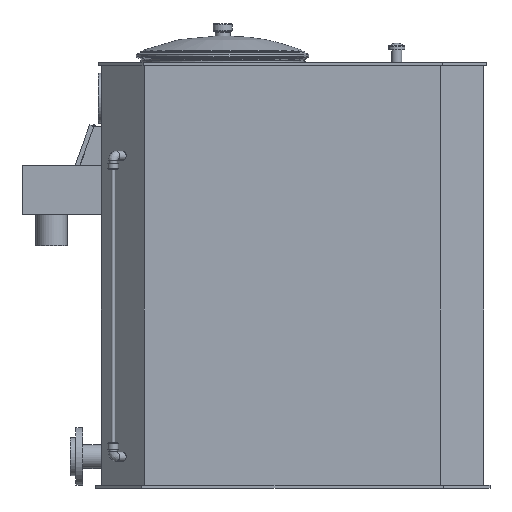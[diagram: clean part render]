
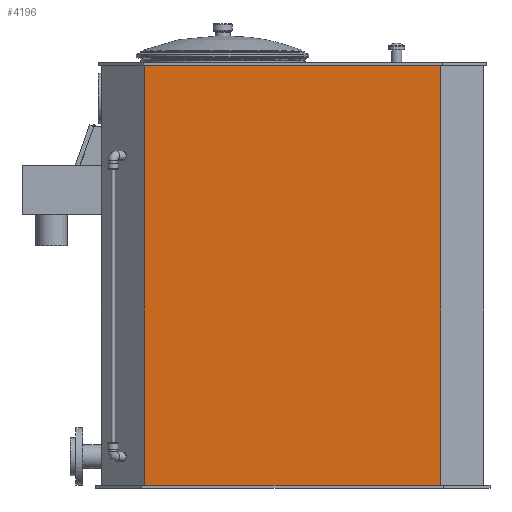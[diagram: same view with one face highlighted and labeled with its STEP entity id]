
A CAD part, front view. The second image highlights one B-rep face of the part: STEP entity #4196.
In plain terms, the highlighted planar face has unit normal (0, -1, 0).
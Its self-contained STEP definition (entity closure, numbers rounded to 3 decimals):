
#275=LINE('',#6745,#608);
#292=LINE('',#6778,#625);
#303=LINE('',#6801,#636);
#305=LINE('',#6804,#638);
#608=VECTOR('',#5573,10.);
#625=VECTOR('',#5608,10.);
#636=VECTOR('',#5631,10.);
#638=VECTOR('',#5635,10.);
#913=PLANE('',#4641);
#1258=FACE_OUTER_BOUND('',#1624,.T.);
#1624=EDGE_LOOP('',(#3579,#3580,#3581,#3582));
#2143=VERTEX_POINT('',#6741);
#2145=VERTEX_POINT('',#6744);
#2152=VERTEX_POINT('',#6776);
#2158=VERTEX_POINT('',#6800);
#2628=EDGE_CURVE('',#2145,#2143,#275,.T.);
#2645=EDGE_CURVE('',#2152,#2143,#292,.T.);
#2656=EDGE_CURVE('',#2158,#2145,#303,.T.);
#2658=EDGE_CURVE('',#2158,#2152,#305,.T.);
#3579=ORIENTED_EDGE('',*,*,#2628,.T.);
#3580=ORIENTED_EDGE('',*,*,#2645,.F.);
#3581=ORIENTED_EDGE('',*,*,#2658,.F.);
#3582=ORIENTED_EDGE('',*,*,#2656,.T.);
#4196=ADVANCED_FACE('',(#1258),#913,.T.);
#4641=AXIS2_PLACEMENT_3D('',#6803,#5633,#5634);
#5573=DIRECTION('',(-1.,0.,0.));
#5608=DIRECTION('',(0.,0.,1.));
#5631=DIRECTION('',(0.,0.,1.));
#5633=DIRECTION('center_axis',(0.,-1.,0.));
#5634=DIRECTION('ref_axis',(0.,0.,1.));
#5635=DIRECTION('',(-1.,0.,0.));
#6741=CARTESIAN_POINT('',(-476.716,-395.,1360.));
#6744=CARTESIAN_POINT('',(476.716,-395.,1360.));
#6745=CARTESIAN_POINT('',(476.716,-395.,1360.));
#6776=CARTESIAN_POINT('',(-476.716,-395.,10.));
#6778=CARTESIAN_POINT('',(-476.716,-395.,10.));
#6800=CARTESIAN_POINT('',(476.716,-395.,10.));
#6801=CARTESIAN_POINT('',(476.716,-395.,10.));
#6803=CARTESIAN_POINT('Origin',(476.716,-395.,10.));
#6804=CARTESIAN_POINT('',(238.358,-395.,10.));
